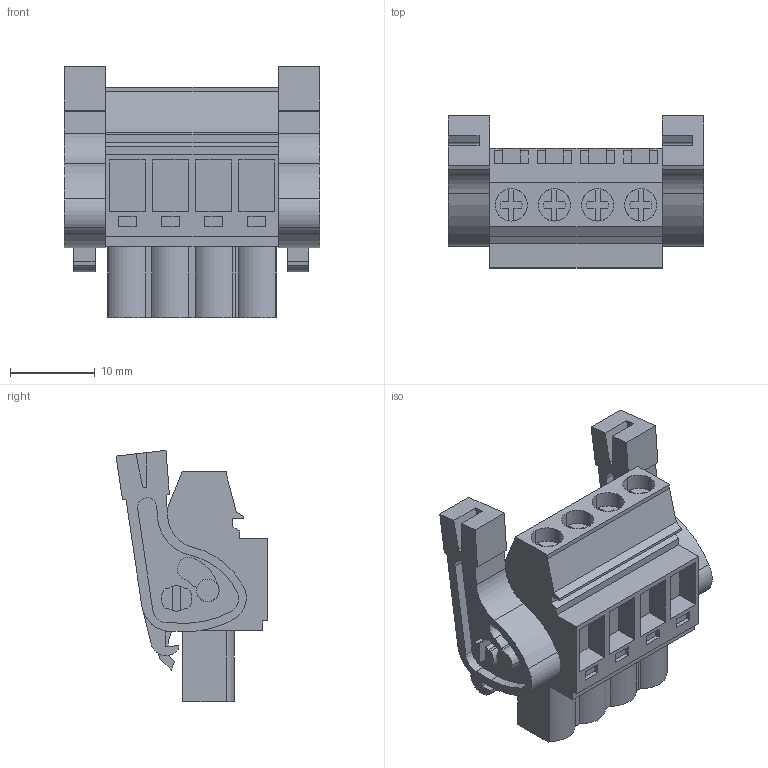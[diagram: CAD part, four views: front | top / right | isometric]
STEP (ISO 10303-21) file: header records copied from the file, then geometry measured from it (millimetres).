
FILE_DESCRIPTION(('CATIA V5 STEP','CAx-IF Rec.Pracs.--- Model Styling and Organization---1.2---2011-12-15'),'2;1');
FILE_NAME ('D1460115_0_1947780000_1947780000.stp','2017-09-09T10:14:59+00:00',('none'),('Weidmueller'),'CATIA Version 5-6 Release 2014','CATIA V5 STEP AP214','none');
FILE_SCHEMA(('AUTOMOTIVE_DESIGN { 1 0 10303 214 1 1 1 1 }'));
Length unit declared in the file: millimetre
Products named in the file (1): 1947780000
Bounding box: 30.02 x 17.88 x 29.56 mm (x, y, z)
Volume: 5814.4 mm3; surface area: 4924.9 mm2
Topology: 7 solids, 7 shells, 432 faces, 1186 edges, 795 vertices
Faces by surface type: plane 330, cylinder 100, extrusion 2
Entity records: 12728 total; most frequent: ORIENTED_EDGE 2372, CARTESIAN_POINT 2289, DIRECTION 1734, EDGE_CURVE 1186, VECTOR 944, LINE 942, VERTEX_POINT 795, AXIS2_PLACEMENT_3D 514
